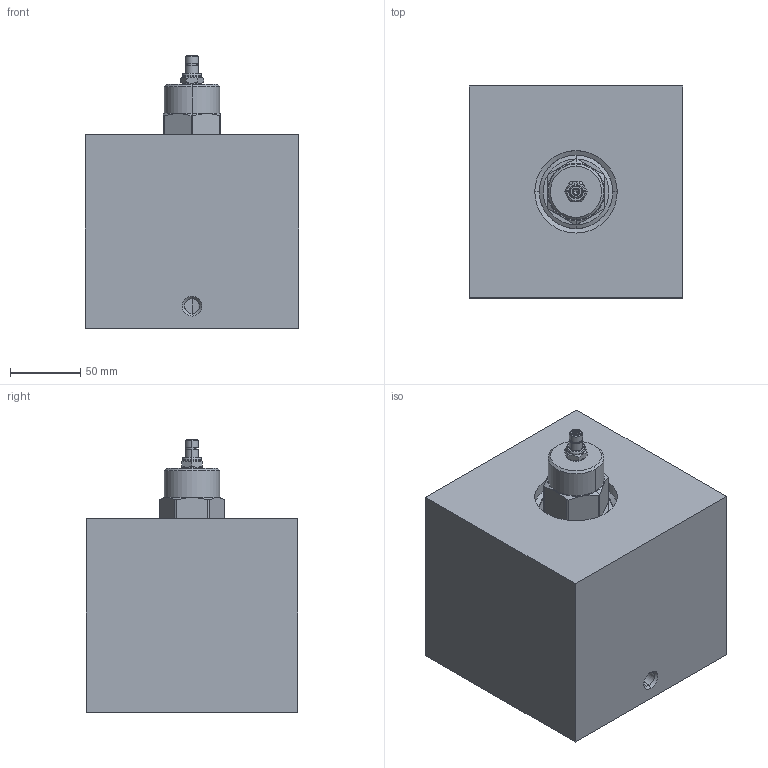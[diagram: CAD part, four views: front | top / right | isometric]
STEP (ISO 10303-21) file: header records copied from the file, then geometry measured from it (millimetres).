
FILE_DESCRIPTION((''),'2;1');
FILE_NAME('RPKCLAN-LA8_ASM','2019-07-10T',('ProEService'),(''),'PRO/ENGINEER BY PARAMETRIC TECHNOLOGY CORPORATION, 2014200','PRO/ENGINEER BY PARAMETRIC TECHNOLOGY CORPORATION, 2014200','');
FILE_SCHEMA(('CONFIG_CONTROL_DESIGN'));
Length unit declared in the file: inch
Products named in the file (3): 151-745-001; RPKCLAN; RPKCLAN-LA8_ASM
Assembly tree (2 placements, depth 2):
  RPKCLAN-LA8_ASM
    151-745-001
    RPKCLAN
Bounding box: 152.4 x 150.83 x 194.44 mm (x, y, z)
Volume: 2912256 mm3; surface area: 203966.9 mm2
Topology: 4 solids, 4 shells, 270 faces, 851 edges, 675 vertices
Faces by surface type: cylinder 93, cone 84, plane 64, torus 21, revolution 8
Entity records: 10765 total; most frequent: CARTESIAN_POINT 3279, DIRECTION 1642, ORIENTED_EDGE 1280, EDGE_CURVE 640, AXIS2_PLACEMENT_3D 598, VECTOR 438, LINE 438, VERTEX_POINT 398
